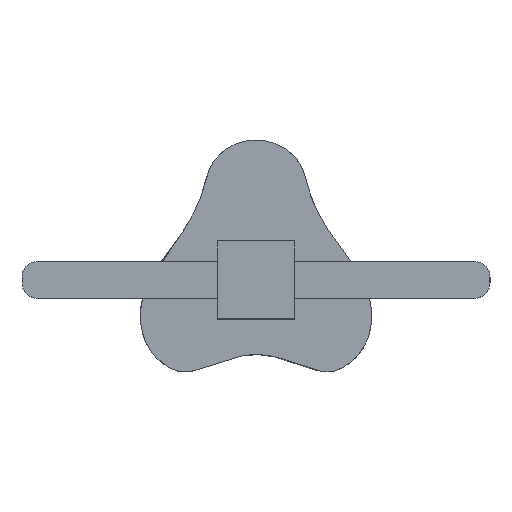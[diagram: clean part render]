
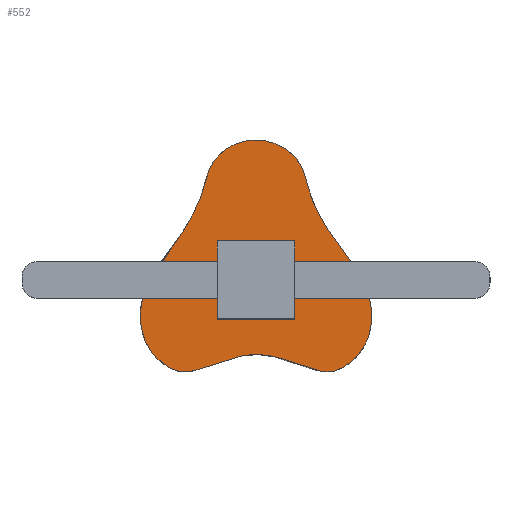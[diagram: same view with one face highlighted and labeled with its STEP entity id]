
A CAD part, top view. The second image highlights one B-rep face of the part: STEP entity #552.
In plain terms, the highlighted planar face has unit normal (0, 0, 1).
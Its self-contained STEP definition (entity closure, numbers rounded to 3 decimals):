
#153=FACE_BOUND('',#214,.T.);
#159=CIRCLE('',#624,5.);
#179=FACE_OUTER_BOUND('',#213,.T.);
#213=EDGE_LOOP('',(#385));
#214=EDGE_LOOP('',(#386));
#249=B_SPLINE_CURVE_WITH_KNOTS('',3,(#1170,#1171,#1172,#1173,#1174,#1175,
#1176,#1177,#1178,#1179,#1180,#1181,#1182,#1183,#1184,#1185,#1186,#1187,
#1188,#1189,#1190,#1191,#1192,#1193,#1194,#1195,#1196,#1197,#1198,#1199,
#1200,#1201,#1202,#1203,#1204,#1205,#1206,#1207,#1208,#1209,#1210,#1211,
#1212,#1213,#1214,#1215,#1216,#1217,#1218,#1219,#1220,#1221,#1222,#1223,
#1224,#1225,#1226,#1227,#1228,#1229,#1230,#1231,#1232,#1233,#1234,#1235,
#1236,#1237,#1238,#1239,#1240,#1241,#1242,#1243,#1244,#1245,#1246,#1247,
#1248,#1249,#1250,#1251,#1252,#1253,#1254,#1255,#1256,#1257,#1258,#1259,
#1260,#1261,#1262,#1263,#1264,#1265,#1266,#1267,#1268,#1269,#1270,#1271,
#1272),.UNSPECIFIED.,.T.,.F.,(4,3,3,3,3,3,3,3,3,3,3,3,3,3,3,3,3,3,3,3,3,
3,3,3,3,3,3,3,3,3,3,3,3,3,4),(0.,0.046,0.083,0.106,
0.128,0.147,0.17,0.197,
0.25,0.297,0.324,0.346,
0.366,0.385,0.408,0.437,
0.481,0.526,0.571,0.601,
0.625,0.645,0.665,0.69,
0.731,0.765,0.795,0.819,
0.84,0.863,0.888,0.916,
0.954,0.998,1.),.UNSPECIFIED.);
#252=VERTEX_POINT('',#959);
#253=VERTEX_POINT('',#1168);
#303=EDGE_CURVE('',#252,#252,#159,.T.);
#305=EDGE_CURVE('',#253,#253,#249,.T.);
#385=ORIENTED_EDGE('',*,*,#305,.T.);
#386=ORIENTED_EDGE('',*,*,#303,.T.);
#526=PLANE('',#625);
#552=ADVANCED_FACE('',(#179,#153),#526,.T.);
#624=AXIS2_PLACEMENT_3D('',#961,#689,#690);
#625=AXIS2_PLACEMENT_3D('',#1273,#692,#693);
#689=DIRECTION('center_axis',(0.,0.,-1.));
#690=DIRECTION('ref_axis',(1.,0.,0.));
#692=DIRECTION('center_axis',(0.,0.,1.));
#693=DIRECTION('ref_axis',(1.,0.,0.));
#959=CARTESIAN_POINT('',(-5.,0.,25.));
#961=CARTESIAN_POINT('Origin',(0.,0.,25.));
#1168=CARTESIAN_POINT('',(27.736,-1.06,25.));
#1170=CARTESIAN_POINT('Ctrl Pts',(27.736,-1.06,25.));
#1171=CARTESIAN_POINT('Ctrl Pts',(26.519,1.539,25.));
#1172=CARTESIAN_POINT('Ctrl Pts',(24.867,3.955,25.));
#1173=CARTESIAN_POINT('Ctrl Pts',(23.205,6.242,25.));
#1174=CARTESIAN_POINT('Ctrl Pts',(21.863,8.089,25.));
#1175=CARTESIAN_POINT('Ctrl Pts',(20.483,9.817,25.));
#1176=CARTESIAN_POINT('Ctrl Pts',(19.155,11.756,25.));
#1177=CARTESIAN_POINT('Ctrl Pts',(18.298,13.009,25.));
#1178=CARTESIAN_POINT('Ctrl Pts',(17.515,14.356,25.));
#1179=CARTESIAN_POINT('Ctrl Pts',(16.807,15.664,25.));
#1180=CARTESIAN_POINT('Ctrl Pts',(16.169,16.843,25.));
#1181=CARTESIAN_POINT('Ctrl Pts',(15.527,18.006,25.));
#1182=CARTESIAN_POINT('Ctrl Pts',(14.891,19.412,25.));
#1183=CARTESIAN_POINT('Ctrl Pts',(14.308,20.701,25.));
#1184=CARTESIAN_POINT('Ctrl Pts',(13.805,22.202,25.));
#1185=CARTESIAN_POINT('Ctrl Pts',(13.407,23.679,25.));
#1186=CARTESIAN_POINT('Ctrl Pts',(12.951,25.371,25.));
#1187=CARTESIAN_POINT('Ctrl Pts',(12.562,26.984,25.));
#1188=CARTESIAN_POINT('Ctrl Pts',(11.968,28.352,25.));
#1189=CARTESIAN_POINT('Ctrl Pts',(11.247,30.012,25.));
#1190=CARTESIAN_POINT('Ctrl Pts',(10.213,31.408,25.));
#1191=CARTESIAN_POINT('Ctrl Pts',(8.915,32.562,25.));
#1192=CARTESIAN_POINT('Ctrl Pts',(6.415,34.785,25.));
#1193=CARTESIAN_POINT('Ctrl Pts',(3.111,35.95,25.));
#1194=CARTESIAN_POINT('Ctrl Pts',(-0.217,35.898,25.));
#1195=CARTESIAN_POINT('Ctrl Pts',(-3.186,35.852,25.));
#1196=CARTESIAN_POINT('Ctrl Pts',(-6.098,34.845,25.));
#1197=CARTESIAN_POINT('Ctrl Pts',(-8.42,32.981,25.));
#1198=CARTESIAN_POINT('Ctrl Pts',(-9.749,31.913,25.));
#1199=CARTESIAN_POINT('Ctrl Pts',(-10.858,30.593,25.));
#1200=CARTESIAN_POINT('Ctrl Pts',(-11.645,29.039,25.));
#1201=CARTESIAN_POINT('Ctrl Pts',(-12.3,27.746,25.));
#1202=CARTESIAN_POINT('Ctrl Pts',(-12.734,26.236,25.));
#1203=CARTESIAN_POINT('Ctrl Pts',(-13.168,24.583,25.));
#1204=CARTESIAN_POINT('Ctrl Pts',(-13.559,23.093,25.));
#1205=CARTESIAN_POINT('Ctrl Pts',(-14.005,21.515,25.));
#1206=CARTESIAN_POINT('Ctrl Pts',(-14.579,20.13,25.));
#1207=CARTESIAN_POINT('Ctrl Pts',(-15.132,18.798,25.));
#1208=CARTESIAN_POINT('Ctrl Pts',(-15.737,17.668,25.));
#1209=CARTESIAN_POINT('Ctrl Pts',(-16.307,16.597,25.));
#1210=CARTESIAN_POINT('Ctrl Pts',(-16.966,15.359,25.));
#1211=CARTESIAN_POINT('Ctrl Pts',(-17.636,14.116,25.));
#1212=CARTESIAN_POINT('Ctrl Pts',(-18.407,12.894,25.));
#1213=CARTESIAN_POINT('Ctrl Pts',(-19.401,11.318,25.));
#1214=CARTESIAN_POINT('Ctrl Pts',(-20.49,9.892,25.));
#1215=CARTESIAN_POINT('Ctrl Pts',(-21.55,8.477,25.));
#1216=CARTESIAN_POINT('Ctrl Pts',(-23.161,6.327,25.));
#1217=CARTESIAN_POINT('Ctrl Pts',(-24.801,4.125,25.));
#1218=CARTESIAN_POINT('Ctrl Pts',(-26.228,1.747,25.));
#1219=CARTESIAN_POINT('Ctrl Pts',(-27.709,-0.72,25.));
#1220=CARTESIAN_POINT('Ctrl Pts',(-28.898,-3.37,25.));
#1221=CARTESIAN_POINT('Ctrl Pts',(-29.391,-6.145,25.));
#1222=CARTESIAN_POINT('Ctrl Pts',(-29.874,-8.865,25.));
#1223=CARTESIAN_POINT('Ctrl Pts',(-29.709,-11.698,25.));
#1224=CARTESIAN_POINT('Ctrl Pts',(-28.868,-14.324,25.));
#1225=CARTESIAN_POINT('Ctrl Pts',(-28.294,-16.112,25.));
#1226=CARTESIAN_POINT('Ctrl Pts',(-27.418,-17.763,25.));
#1227=CARTESIAN_POINT('Ctrl Pts',(-26.254,-19.131,25.));
#1228=CARTESIAN_POINT('Ctrl Pts',(-25.358,-20.185,25.));
#1229=CARTESIAN_POINT('Ctrl Pts',(-24.251,-21.135,25.));
#1230=CARTESIAN_POINT('Ctrl Pts',(-23.035,-21.927,25.));
#1231=CARTESIAN_POINT('Ctrl Pts',(-21.992,-22.607,25.));
#1232=CARTESIAN_POINT('Ctrl Pts',(-20.927,-23.123,25.));
#1233=CARTESIAN_POINT('Ctrl Pts',(-19.889,-23.366,25.));
#1234=CARTESIAN_POINT('Ctrl Pts',(-18.865,-23.606,25.));
#1235=CARTESIAN_POINT('Ctrl Pts',(-17.794,-23.6,25.));
#1236=CARTESIAN_POINT('Ctrl Pts',(-16.526,-23.357,25.));
#1237=CARTESIAN_POINT('Ctrl Pts',(-14.898,-23.044,25.));
#1238=CARTESIAN_POINT('Ctrl Pts',(-13.049,-22.363,25.));
#1239=CARTESIAN_POINT('Ctrl Pts',(-11.318,-21.745,25.));
#1240=CARTESIAN_POINT('Ctrl Pts',(-8.517,-20.746,25.));
#1241=CARTESIAN_POINT('Ctrl Pts',(-5.959,-19.854,25.));
#1242=CARTESIAN_POINT('Ctrl Pts',(-3.331,-19.398,25.));
#1243=CARTESIAN_POINT('Ctrl Pts',(-1.221,-19.032,25.));
#1244=CARTESIAN_POINT('Ctrl Pts',(0.934,-19.012,25.));
#1245=CARTESIAN_POINT('Ctrl Pts',(3.047,-19.351,25.));
#1246=CARTESIAN_POINT('Ctrl Pts',(5.014,-19.666,25.));
#1247=CARTESIAN_POINT('Ctrl Pts',(6.939,-20.239,25.));
#1248=CARTESIAN_POINT('Ctrl Pts',(8.944,-20.915,25.));
#1249=CARTESIAN_POINT('Ctrl Pts',(10.464,-21.428,25.));
#1250=CARTESIAN_POINT('Ctrl Pts',(12.063,-22.033,25.));
#1251=CARTESIAN_POINT('Ctrl Pts',(13.683,-22.572,25.));
#1252=CARTESIAN_POINT('Ctrl Pts',(15.191,-23.074,25.));
#1253=CARTESIAN_POINT('Ctrl Pts',(16.675,-23.469,25.));
#1254=CARTESIAN_POINT('Ctrl Pts',(17.927,-23.534,25.));
#1255=CARTESIAN_POINT('Ctrl Pts',(19.244,-23.602,25.));
#1256=CARTESIAN_POINT('Ctrl Pts',(20.355,-23.34,25.));
#1257=CARTESIAN_POINT('Ctrl Pts',(21.554,-22.767,25.));
#1258=CARTESIAN_POINT('Ctrl Pts',(22.853,-22.147,25.));
#1259=CARTESIAN_POINT('Ctrl Pts',(24.18,-21.201,25.));
#1260=CARTESIAN_POINT('Ctrl Pts',(25.263,-20.174,25.));
#1261=CARTESIAN_POINT('Ctrl Pts',(26.496,-19.007,25.));
#1262=CARTESIAN_POINT('Ctrl Pts',(27.457,-17.657,25.));
#1263=CARTESIAN_POINT('Ctrl Pts',(28.179,-16.095,25.));
#1264=CARTESIAN_POINT('Ctrl Pts',(29.15,-13.995,25.));
#1265=CARTESIAN_POINT('Ctrl Pts',(29.648,-11.638,25.));
#1266=CARTESIAN_POINT('Ctrl Pts',(29.661,-9.295,25.));
#1267=CARTESIAN_POINT('Ctrl Pts',(29.676,-6.611,25.));
#1268=CARTESIAN_POINT('Ctrl Pts',(29.032,-3.949,25.));
#1269=CARTESIAN_POINT('Ctrl Pts',(27.919,-1.459,25.));
#1270=CARTESIAN_POINT('Ctrl Pts',(27.859,-1.326,25.));
#1271=CARTESIAN_POINT('Ctrl Pts',(27.798,-1.193,25.));
#1272=CARTESIAN_POINT('Ctrl Pts',(27.736,-1.06,25.));
#1273=CARTESIAN_POINT('Origin',(-0.099,6.172,25.));
